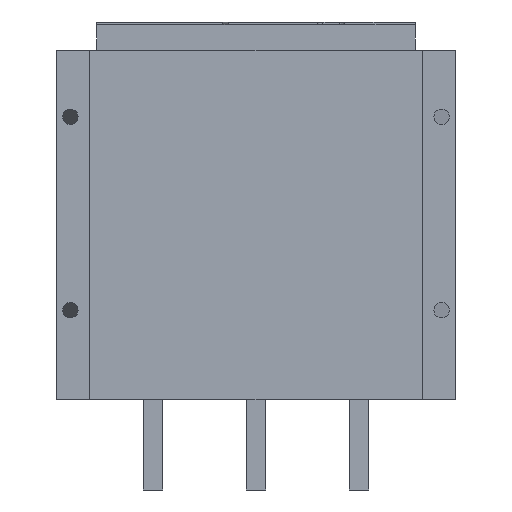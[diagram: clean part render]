
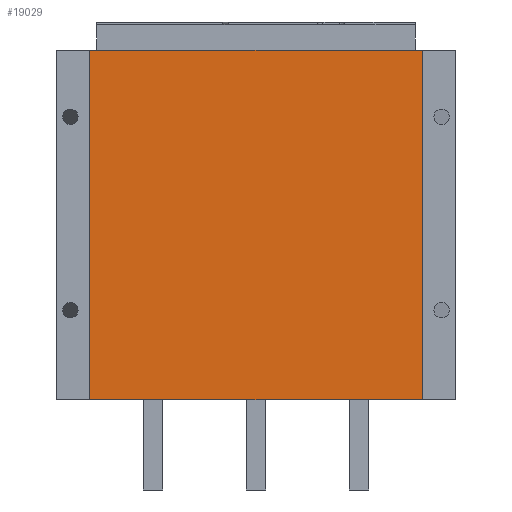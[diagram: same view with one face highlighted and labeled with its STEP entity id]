
A CAD part, front view. The second image highlights one B-rep face of the part: STEP entity #19029.
In plain terms, the highlighted planar face has unit normal (0, -1, 0).
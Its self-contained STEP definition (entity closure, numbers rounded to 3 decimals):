
#11 = VERTEX_POINT ( 'NONE', #11256 ) ;
#283 = VERTEX_POINT ( 'NONE', #14973 ) ;
#980 = ORIENTED_EDGE ( 'NONE', *, *, #8311, .T. ) ;
#1373 = CARTESIAN_POINT ( 'NONE',  ( -129., 0., -271. ) ) ;
#1374 = ORIENTED_EDGE ( 'NONE', *, *, #4260, .T. ) ;
#2871 = EDGE_LOOP ( 'NONE', ( #7493, #6150, #1374, #980 ) ) ;
#4154 = DIRECTION ( 'NONE',  ( 0., 0., 1. ) ) ;
#4260 = EDGE_CURVE ( 'NONE', #283, #8387, #11587, .T. ) ;
#4431 = DIRECTION ( 'NONE',  ( 1., 0., 0. ) ) ;
#5627 = CARTESIAN_POINT ( 'NONE',  ( 129., 0., 0. ) ) ;
#6150 = ORIENTED_EDGE ( 'NONE', *, *, #13855, .F. ) ;
#7323 = LINE ( 'NONE', #19354, #14118 ) ;
#7342 = DIRECTION ( 'NONE',  ( 1., 0., 0. ) ) ;
#7493 = ORIENTED_EDGE ( 'NONE', *, *, #18940, .F. ) ;
#7593 = AXIS2_PLACEMENT_3D ( 'NONE', #11936, #17963, #4431 ) ;
#8311 = EDGE_CURVE ( 'NONE', #8387, #11, #7323, .T. ) ;
#8387 = VERTEX_POINT ( 'NONE', #18275 ) ;
#8539 = CARTESIAN_POINT ( 'NONE',  ( 129., 0., -271. ) ) ;
#9405 = DIRECTION ( 'NONE',  ( 0., 0., 1. ) ) ;
#10256 = LINE ( 'NONE', #5627, #17660 ) ;
#10843 = CARTESIAN_POINT ( 'NONE',  ( -129., 0., 0. ) ) ;
#11256 = CARTESIAN_POINT ( 'NONE',  ( 129., 0., 0. ) ) ;
#11587 = LINE ( 'NONE', #8539, #14377 ) ;
#11843 = LINE ( 'NONE', #1373, #15606 ) ;
#11936 = CARTESIAN_POINT ( 'NONE',  ( 129., 0., -271. ) ) ;
#12752 = FACE_OUTER_BOUND ( 'NONE', #2871, .T. ) ;
#13855 = EDGE_CURVE ( 'NONE', #283, #19156, #11843, .T. ) ;
#14118 = VECTOR ( 'NONE', #9405, 1000. ) ;
#14377 = VECTOR ( 'NONE', #7342, 1000. ) ;
#14973 = CARTESIAN_POINT ( 'NONE',  ( -129., 0., -271. ) ) ;
#15606 = VECTOR ( 'NONE', #4154, 1000. ) ;
#17660 = VECTOR ( 'NONE', #17858, 1000. ) ;
#17858 = DIRECTION ( 'NONE',  ( 1., 0., 0. ) ) ;
#17963 = DIRECTION ( 'NONE',  ( 0., -1., 0. ) ) ;
#18275 = CARTESIAN_POINT ( 'NONE',  ( 129., 0., -271. ) ) ;
#18940 = EDGE_CURVE ( 'NONE', #19156, #11, #10256, .T. ) ;
#19029 = ADVANCED_FACE ( 'NONE', ( #12752 ), #19434, .T. ) ;
#19156 = VERTEX_POINT ( 'NONE', #10843 ) ;
#19354 = CARTESIAN_POINT ( 'NONE',  ( 129., 0., -271. ) ) ;
#19434 = PLANE ( 'NONE',  #7593 ) ;
